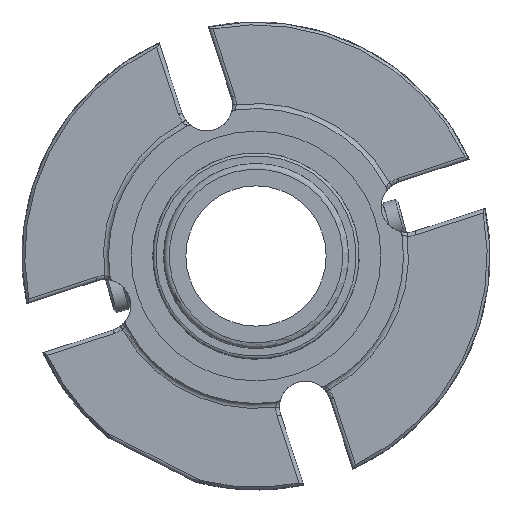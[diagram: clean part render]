
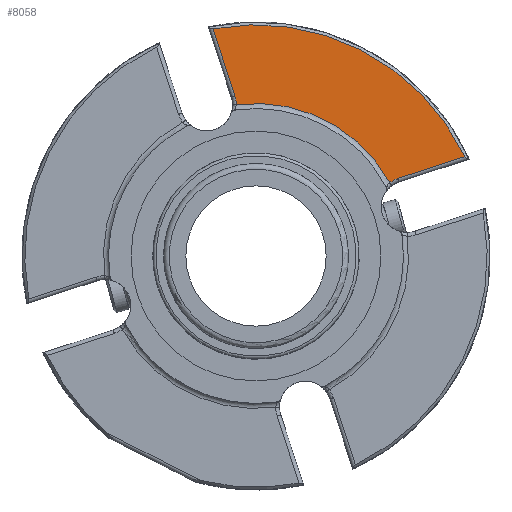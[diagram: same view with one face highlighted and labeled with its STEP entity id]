
A CAD part, left-side view. The second image highlights one B-rep face of the part: STEP entity #8058.
In plain terms, the highlighted planar face has unit normal (-1, 0, 0).
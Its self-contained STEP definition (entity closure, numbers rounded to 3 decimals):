
#913=LINE('',#15713,#1394);
#952=LINE('',#16021,#1433);
#1394=VECTOR('',#10076,1000.);
#1433=VECTOR('',#10253,1000.);
#1664=PLANE('',#8677);
#3141=ORIENTED_EDGE('',*,*,#4848,.T.);
#3142=ORIENTED_EDGE('',*,*,#4842,.F.);
#3143=ORIENTED_EDGE('',*,*,#4952,.T.);
#3144=ORIENTED_EDGE('',*,*,#4953,.T.);
#3145=ORIENTED_EDGE('',*,*,#4954,.T.);
#3146=ORIENTED_EDGE('',*,*,#4955,.T.);
#4842=EDGE_CURVE('',#5826,#5827,#6273,.T.);
#4848=EDGE_CURVE('',#5832,#5827,#913,.F.);
#4952=EDGE_CURVE('',#5826,#5901,#952,.F.);
#4953=EDGE_CURVE('',#5901,#5902,#6315,.F.);
#4954=EDGE_CURVE('',#5902,#5903,#6316,.F.);
#4955=EDGE_CURVE('',#5903,#5832,#6317,.F.);
#5826=VERTEX_POINT('',#15690);
#5827=VERTEX_POINT('',#15691);
#5832=VERTEX_POINT('',#15714);
#5901=VERTEX_POINT('',#16020);
#5902=VERTEX_POINT('',#16024);
#5903=VERTEX_POINT('',#16026);
#6273=CIRCLE('',#8605,62.611);
#6315=CIRCLE('',#8678,8.);
#6316=CIRCLE('',#8679,41.3);
#6317=CIRCLE('',#8680,8.);
#6802=EDGE_LOOP('',(#3141,#3142,#3143,#3144,#3145,#3146));
#7367=FACE_BOUND('',#6802,.T.);
#8058=ADVANCED_FACE('',(#7367),#1664,.T.);
#8605=AXIS2_PLACEMENT_3D('',#15689,#10069,#10070);
#8677=AXIS2_PLACEMENT_3D('',#16022,#10254,#10255);
#8678=AXIS2_PLACEMENT_3D('',#16023,#10256,#10257);
#8679=AXIS2_PLACEMENT_3D('',#16025,#10258,#10259);
#8680=AXIS2_PLACEMENT_3D('',#16027,#10260,#10261);
#10069=DIRECTION('',(1.,0.,0.));
#10070=DIRECTION('',(0.,-0.892,-0.452));
#10076=DIRECTION('',(0.,0.951,-0.311));
#10253=DIRECTION('',(0.,0.311,0.951));
#10254=DIRECTION('',(-1.,0.,0.));
#10255=DIRECTION('',(0.,0.452,-0.892));
#10256=DIRECTION('',(-1.,0.,0.));
#10257=DIRECTION('',(0.,0.452,-0.892));
#10258=DIRECTION('',(-1.,0.,0.));
#10259=DIRECTION('',(0.,0.452,-0.892));
#10260=DIRECTION('',(-1.,0.,0.));
#10261=DIRECTION('',(0.,0.452,-0.892));
#15689=CARTESIAN_POINT('',(-8.116,0.,0.));
#15690=CARTESIAN_POINT('',(-8.116,11.686,61.511));
#15691=CARTESIAN_POINT('',(-8.116,-56.54,26.895));
#15713=CARTESIAN_POINT('',(-8.116,-58.462,27.522));
#15714=CARTESIAN_POINT('',(-8.116,-38.387,20.962));
#16020=CARTESIAN_POINT('',(-8.116,5.753,43.358));
#16021=CARTESIAN_POINT('',(-8.116,5.753,43.358));
#16022=CARTESIAN_POINT('',(-8.116,-18.008,35.493));
#16023=CARTESIAN_POINT('',(-8.116,13.358,40.873));
#16024=CARTESIAN_POINT('',(-8.116,5.358,40.951));
#16025=CARTESIAN_POINT('',(-8.116,0.,0.));
#16026=CARTESIAN_POINT('',(-8.116,-36.212,19.86));
#16027=CARTESIAN_POINT('',(-8.116,-40.873,13.358));
